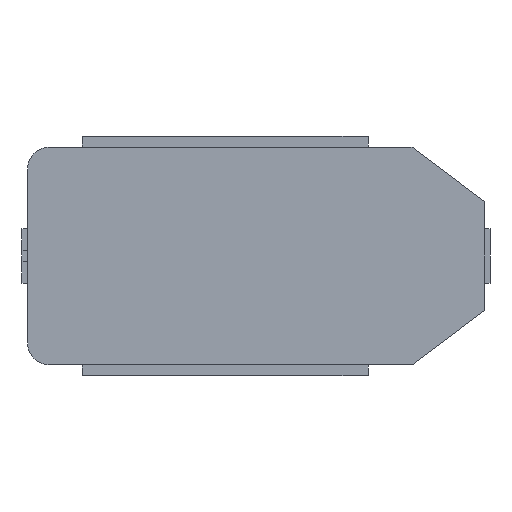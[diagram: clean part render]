
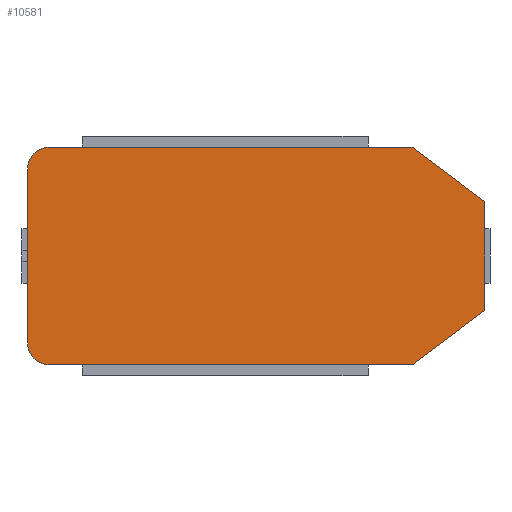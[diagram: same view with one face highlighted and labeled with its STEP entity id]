
A CAD part, front view. The second image highlights one B-rep face of the part: STEP entity #10581.
In plain terms, the highlighted planar face has unit normal (0, -1, 0).
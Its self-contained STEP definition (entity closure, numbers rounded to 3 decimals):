
#215 = EDGE_LOOP ( 'NONE', ( #3685, #4796, #3784, #9378, #3083, #4565, #5838, #2530 ) ) ;
#380 = CARTESIAN_POINT ( 'NONE',  ( 13.079, -5.578, -7.425 ) ) ;
#1166 = CARTESIAN_POINT ( 'NONE',  ( 9.779, -5.578, -9.9 ) ) ;
#1578 = VECTOR ( 'NONE', #3032, 1000. ) ;
#1613 = LINE ( 'NONE', #2059, #9499 ) ;
#1682 = LINE ( 'NONE', #7024, #5333 ) ;
#1718 = VERTEX_POINT ( 'NONE', #1166 ) ;
#1832 = VERTEX_POINT ( 'NONE', #380 ) ;
#1833 = VERTEX_POINT ( 'NONE', #5167 ) ;
#1834 = DIRECTION ( 'NONE',  ( -1., 0., 0. ) ) ;
#2059 = CARTESIAN_POINT ( 'NONE',  ( -7.721, -5.578, -9.9 ) ) ;
#2159 = VERTEX_POINT ( 'NONE', #5691 ) ;
#2171 = CIRCLE ( 'NONE', #5694, 1. ) ;
#2433 = EDGE_CURVE ( 'NONE', #7832, #2159, #1682, .T. ) ;
#2530 = ORIENTED_EDGE ( 'NONE', *, *, #9677, .T. ) ;
#3032 = DIRECTION ( 'NONE',  ( 1., 0., 0. ) ) ;
#3083 = ORIENTED_EDGE ( 'NONE', *, *, #5722, .T. ) ;
#3171 = CARTESIAN_POINT ( 'NONE',  ( -7.721, -5.578, -1. ) ) ;
#3362 = VECTOR ( 'NONE', #6914, 1000. ) ;
#3568 = EDGE_CURVE ( 'NONE', #8163, #1718, #8471, .T. ) ;
#3685 = ORIENTED_EDGE ( 'NONE', *, *, #6595, .T. ) ;
#3713 = LINE ( 'NONE', #6712, #6276 ) ;
#3766 = DIRECTION ( 'NONE',  ( 0., -1., 0. ) ) ;
#3784 = ORIENTED_EDGE ( 'NONE', *, *, #9129, .T. ) ;
#3879 = DIRECTION ( 'NONE',  ( 0., 1., 0. ) ) ;
#3966 = AXIS2_PLACEMENT_3D ( 'NONE', #6448, #3879, #4695 ) ;
#4136 = VERTEX_POINT ( 'NONE', #5146 ) ;
#4565 = ORIENTED_EDGE ( 'NONE', *, *, #4735, .F. ) ;
#4695 = DIRECTION ( 'NONE',  ( 0., 0., -1. ) ) ;
#4735 = EDGE_CURVE ( 'NONE', #8163, #4136, #10345, .T. ) ;
#4796 = ORIENTED_EDGE ( 'NONE', *, *, #2433, .T. ) ;
#5146 = CARTESIAN_POINT ( 'NONE',  ( -7.721, -5.578, -8.9 ) ) ;
#5167 = CARTESIAN_POINT ( 'NONE',  ( -6.721, -5.578, 0. ) ) ;
#5333 = VECTOR ( 'NONE', #8504, 1000. ) ;
#5376 = DIRECTION ( 'NONE',  ( 0., 0., -1. ) ) ;
#5594 = CARTESIAN_POINT ( 'NONE',  ( 9.779, -5.578, -9.9 ) ) ;
#5609 = LINE ( 'NONE', #5594, #7564 ) ;
#5691 = CARTESIAN_POINT ( 'NONE',  ( 9.779, -5.578, 0. ) ) ;
#5694 = AXIS2_PLACEMENT_3D ( 'NONE', #5810, #9878, #9989 ) ;
#5722 = EDGE_CURVE ( 'NONE', #8894, #4136, #1613, .T. ) ;
#5810 = CARTESIAN_POINT ( 'NONE',  ( -6.721, -5.578, -1. ) ) ;
#5838 = ORIENTED_EDGE ( 'NONE', *, *, #3568, .T. ) ;
#6252 = FACE_OUTER_BOUND ( 'NONE', #215, .T. ) ;
#6276 = VECTOR ( 'NONE', #1834, 1000. ) ;
#6395 = DIRECTION ( 'NONE',  ( 0.8, 0., 0.6 ) ) ;
#6448 = CARTESIAN_POINT ( 'NONE',  ( -6.721, -5.578, -8.9 ) ) ;
#6595 = EDGE_CURVE ( 'NONE', #1832, #7832, #10388, .T. ) ;
#6712 = CARTESIAN_POINT ( 'NONE',  ( 9.779, -5.578, 0. ) ) ;
#6914 = DIRECTION ( 'NONE',  ( 0., 0., 1. ) ) ;
#7024 = CARTESIAN_POINT ( 'NONE',  ( 13.079, -5.578, -2.475 ) ) ;
#7564 = VECTOR ( 'NONE', #6395, 1000. ) ;
#7684 = CARTESIAN_POINT ( 'NONE',  ( 13.079, -5.578, -9.9 ) ) ;
#7825 = CARTESIAN_POINT ( 'NONE',  ( -6.721, -5.578, -9.9 ) ) ;
#7832 = VERTEX_POINT ( 'NONE', #8936 ) ;
#8094 = CARTESIAN_POINT ( 'NONE',  ( 13.079, -5.578, -9.9 ) ) ;
#8163 = VERTEX_POINT ( 'NONE', #7825 ) ;
#8471 = LINE ( 'NONE', #8094, #1578 ) ;
#8504 = DIRECTION ( 'NONE',  ( -0.8, 0., 0.6 ) ) ;
#8615 = PLANE ( 'NONE',  #9413 ) ;
#8894 = VERTEX_POINT ( 'NONE', #3171 ) ;
#8936 = CARTESIAN_POINT ( 'NONE',  ( 13.079, -5.578, -2.475 ) ) ;
#9129 = EDGE_CURVE ( 'NONE', #2159, #1833, #3713, .T. ) ;
#9378 = ORIENTED_EDGE ( 'NONE', *, *, #10161, .F. ) ;
#9409 = CARTESIAN_POINT ( 'NONE',  ( 13.079, -5.578, -9.9 ) ) ;
#9413 = AXIS2_PLACEMENT_3D ( 'NONE', #9409, #3766, #10241 ) ;
#9499 = VECTOR ( 'NONE', #5376, 1000. ) ;
#9677 = EDGE_CURVE ( 'NONE', #1718, #1832, #5609, .T. ) ;
#9878 = DIRECTION ( 'NONE',  ( 0., 1., 0. ) ) ;
#9989 = DIRECTION ( 'NONE',  ( 0., 0., -1. ) ) ;
#10161 = EDGE_CURVE ( 'NONE', #8894, #1833, #2171, .T. ) ;
#10241 = DIRECTION ( 'NONE',  ( 0., 0., 1. ) ) ;
#10345 = CIRCLE ( 'NONE', #3966, 1. ) ;
#10388 = LINE ( 'NONE', #7684, #3362 ) ;
#10581 = ADVANCED_FACE ( 'NONE', ( #6252 ), #8615, .T. ) ;
